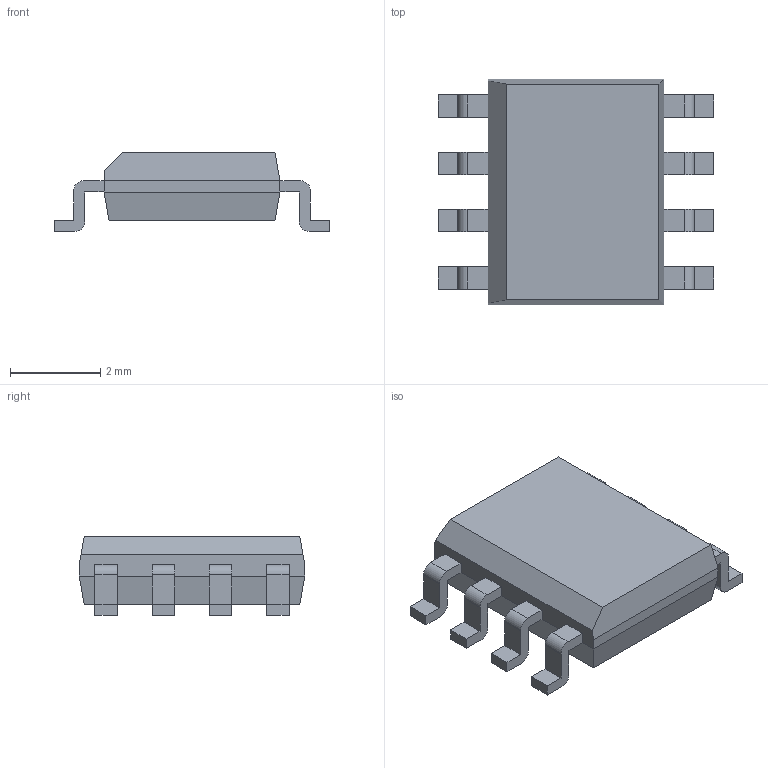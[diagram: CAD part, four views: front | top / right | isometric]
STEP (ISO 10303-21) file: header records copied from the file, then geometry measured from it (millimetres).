
FILE_DESCRIPTION(/* description */ (''),/* implementation_level */ '2;1');
FILE_NAME(/* name */ 'D0008A.step',/* time_stamp */ '2026-01-09T14:19:19+01:00',/* author */ (''),/* organization */ (''),/* preprocessor_version */ 'ST-DEVELOPER v20.1',/* originating_system */ 'Autodesk Translation Framework v14.17.0.0',/* authorisation */ '');
FILE_SCHEMA (('AUTOMOTIVE_DESIGN { 1 0 10303 214 3 1 1 }'));
Length unit declared in the file: millimetre
Products named in the file (1): (Unsaved)
Bounding box: 6.1 x 5 x 1.75 mm (x, y, z)
Volume: 29.7 mm3; surface area: 85.5 mm2
Topology: 9 solids, 9 shells, 110 faces, 270 edges, 178 vertices
Faces by surface type: plane 94, cylinder 16
Entity records: 3237 total; most frequent: CARTESIAN_POINT 559, ORIENTED_EDGE 540, DIRECTION 524, EDGE_CURVE 270, LINE 238, VECTOR 238, VERTEX_POINT 178, AXIS2_PLACEMENT_3D 143
